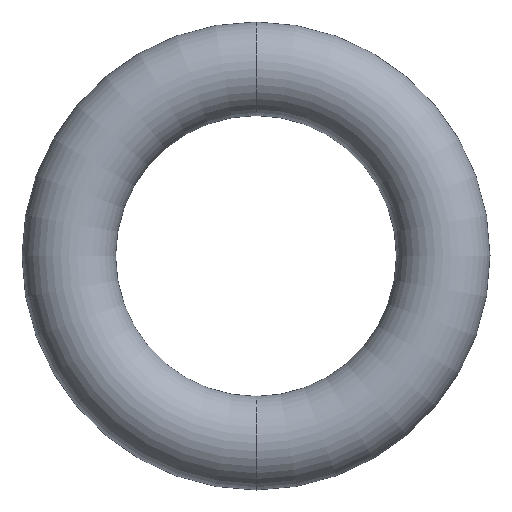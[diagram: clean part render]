
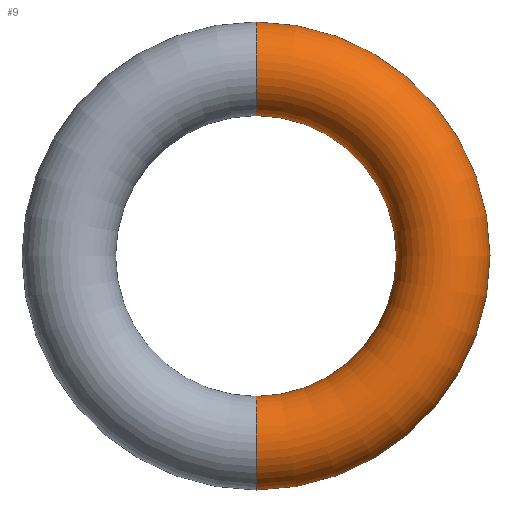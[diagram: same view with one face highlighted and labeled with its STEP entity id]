
A CAD part, front view. The second image highlights one B-rep face of the part: STEP entity #9.
In plain terms, the highlighted toroidal (fillet/blend) face has major radius 10 mm and minor radius 2.5 mm.
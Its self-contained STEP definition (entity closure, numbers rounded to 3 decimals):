
#3 = EDGE_CURVE ( 'NONE', #174, #175, #127, .T. ) ;
#4 = CARTESIAN_POINT ( 'NONE',  ( 0., 0., -7.5 ) ) ;
#9 = ADVANCED_FACE ( 'NONE', ( #101 ), #218, .T. ) ;
#31 = CARTESIAN_POINT ( 'NONE',  ( 0., 0., -12.5 ) ) ;
#32 = DIRECTION ( 'NONE',  ( 0., 1., 0. ) ) ;
#39 = CARTESIAN_POINT ( 'NONE',  ( 0., 0., 10. ) ) ;
#43 = CIRCLE ( 'NONE', #135, 2.5 ) ;
#48 = CIRCLE ( 'NONE', #92, 2.5 ) ;
#57 = DIRECTION ( 'NONE',  ( 0., 0., 1. ) ) ;
#73 = AXIS2_PLACEMENT_3D ( 'NONE', #176, #77, #203 ) ;
#77 = DIRECTION ( 'NONE',  ( 0., 1., 0. ) ) ;
#83 = CARTESIAN_POINT ( 'NONE',  ( 0., 0., 12.5 ) ) ;
#87 = DIRECTION ( 'NONE',  ( 1., 0., 0. ) ) ;
#90 = EDGE_CURVE ( 'NONE', #216, #107, #134, .T. ) ;
#92 = AXIS2_PLACEMENT_3D ( 'NONE', #197, #87, #213 ) ;
#101 = FACE_OUTER_BOUND ( 'NONE', #153, .T. ) ;
#105 = ORIENTED_EDGE ( 'NONE', *, *, #190, .F. ) ;
#106 = ORIENTED_EDGE ( 'NONE', *, *, #90, .T. ) ;
#107 = VERTEX_POINT ( 'NONE', #4 ) ;
#112 = DIRECTION ( 'NONE',  ( 0., 1., 0. ) ) ;
#114 = ORIENTED_EDGE ( 'NONE', *, *, #3, .F. ) ;
#115 = CARTESIAN_POINT ( 'NONE',  ( 0., 0., 0. ) ) ;
#123 = ORIENTED_EDGE ( 'NONE', *, *, #194, .T. ) ;
#127 = CIRCLE ( 'NONE', #171, 12.5 ) ;
#132 = AXIS2_PLACEMENT_3D ( 'NONE', #208, #32, #139 ) ;
#134 = CIRCLE ( 'NONE', #73, 7.5 ) ;
#135 = AXIS2_PLACEMENT_3D ( 'NONE', #39, #167, #57 ) ;
#139 = DIRECTION ( 'NONE',  ( 0., 0., 1. ) ) ;
#145 = CARTESIAN_POINT ( 'NONE',  ( 0., 0., 7.5 ) ) ;
#153 = EDGE_LOOP ( 'NONE', ( #114, #105, #106, #123 ) ) ;
#167 = DIRECTION ( 'NONE',  ( -1., 0., 0. ) ) ;
#171 = AXIS2_PLACEMENT_3D ( 'NONE', #115, #112, #177 ) ;
#174 = VERTEX_POINT ( 'NONE', #83 ) ;
#175 = VERTEX_POINT ( 'NONE', #31 ) ;
#176 = CARTESIAN_POINT ( 'NONE',  ( 0., 0., 0. ) ) ;
#177 = DIRECTION ( 'NONE',  ( 0., 0., 1. ) ) ;
#190 = EDGE_CURVE ( 'NONE', #216, #174, #43, .T. ) ;
#194 = EDGE_CURVE ( 'NONE', #107, #175, #48, .T. ) ;
#197 = CARTESIAN_POINT ( 'NONE',  ( 0., 0., -10. ) ) ;
#203 = DIRECTION ( 'NONE',  ( 0., 0., 1. ) ) ;
#208 = CARTESIAN_POINT ( 'NONE',  ( 0., 0., 0. ) ) ;
#213 = DIRECTION ( 'NONE',  ( 0., 0., -1. ) ) ;
#216 = VERTEX_POINT ( 'NONE', #145 ) ;
#218 = TOROIDAL_SURFACE ( 'NONE', #132, 10., 2.5 ) ;
